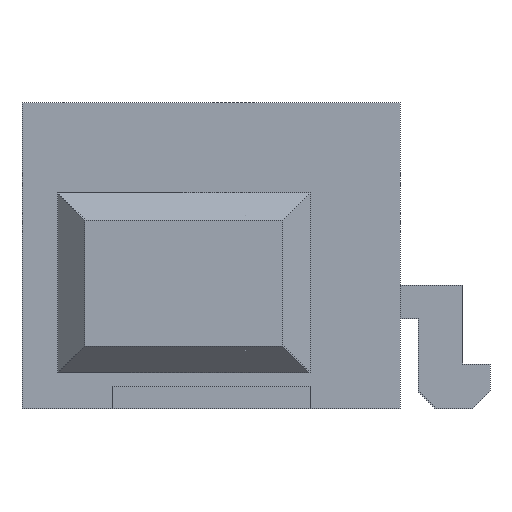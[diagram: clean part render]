
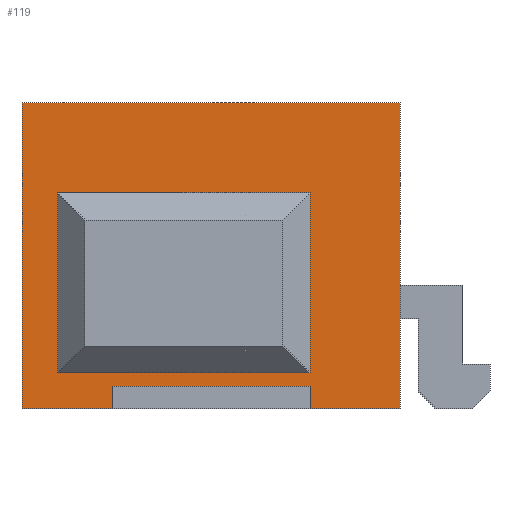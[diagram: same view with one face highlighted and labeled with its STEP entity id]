
A CAD part, front view. The second image highlights one B-rep face of the part: STEP entity #119.
In plain terms, the highlighted planar face has unit normal (0, -1, 0).
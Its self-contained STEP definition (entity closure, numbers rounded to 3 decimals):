
#13=DIRECTION('',(0.,0.,1.));
#14=DIRECTION('',(1.,0.,0.));
#45=VERTEX_POINT('',#46);
#46=CARTESIAN_POINT('',(-1.7,-2.75,2.4));
#50=DIRECTION('',(0.,1.,0.));
#56=VECTOR('',#14,1.);
#59=VERTEX_POINT('',#60);
#60=CARTESIAN_POINT('',(1.1,-2.75,2.4));
#63=ORIENTED_EDGE('',*,*,#64,.F.);
#64=EDGE_CURVE('',#45,#59,#65,.T.);
#65=LINE('',#66,#56);
#66=CARTESIAN_POINT('',(-1.9,-2.75,2.4));
#77=VECTOR('',#13,1.);
#80=VERTEX_POINT('',#81);
#81=CARTESIAN_POINT('',(-1.7,-2.75,0.4));
#85=EDGE_CURVE('',#45,#80,#86,.T.);
#86=LINE('',#87,#88);
#87=CARTESIAN_POINT('',(-1.7,-2.75,0.2));
#88=VECTOR('',#89,1.);
#89=DIRECTION('',(0.,0.,-1.));
#119=ADVANCED_FACE('',(#120,#142),#155,.F.);
#120=FACE_BOUND('',#121,.F.);
#121=EDGE_LOOP('',(#122,#129,#134,#139));
#122=ORIENTED_EDGE('',*,*,#123,.F.);
#123=EDGE_CURVE('',#124,#126,#128,.T.);
#124=VERTEX_POINT('',#125);
#125=CARTESIAN_POINT('',(-2.1,-2.75,0.));
#126=VERTEX_POINT('',#127);
#127=CARTESIAN_POINT('',(2.1,-2.75,0.));
#128=LINE('',#125,#56);
#129=ORIENTED_EDGE('',*,*,#130,.T.);
#130=EDGE_CURVE('',#124,#131,#133,.T.);
#131=VERTEX_POINT('',#132);
#132=CARTESIAN_POINT('',(-2.1,-2.75,3.4));
#133=LINE('',#125,#77);
#134=ORIENTED_EDGE('',*,*,#135,.T.);
#135=EDGE_CURVE('',#131,#136,#138,.T.);
#136=VERTEX_POINT('',#137);
#137=CARTESIAN_POINT('',(2.1,-2.75,3.4));
#138=LINE('',#132,#56);
#139=ORIENTED_EDGE('',*,*,#140,.F.);
#140=EDGE_CURVE('',#126,#136,#141,.T.);
#141=LINE('',#127,#77);
#142=FACE_BOUND('',#143,.F.);
#143=EDGE_LOOP('',(#63,#144,#145,#151));
#144=ORIENTED_EDGE('',*,*,#85,.T.);
#145=ORIENTED_EDGE('',*,*,#146,.T.);
#146=EDGE_CURVE('',#80,#147,#149,.T.);
#147=VERTEX_POINT('',#148);
#148=CARTESIAN_POINT('',(1.1,-2.75,0.4));
#149=LINE('',#150,#56);
#150=CARTESIAN_POINT('',(-1.9,-2.75,0.4));
#151=ORIENTED_EDGE('',*,*,#152,.F.);
#152=EDGE_CURVE('',#59,#147,#153,.T.);
#153=LINE('',#154,#88);
#154=CARTESIAN_POINT('',(1.1,-2.75,0.2));
#155=PLANE('',#156);
#156=AXIS2_PLACEMENT_3D('',#125,#50,#13);
